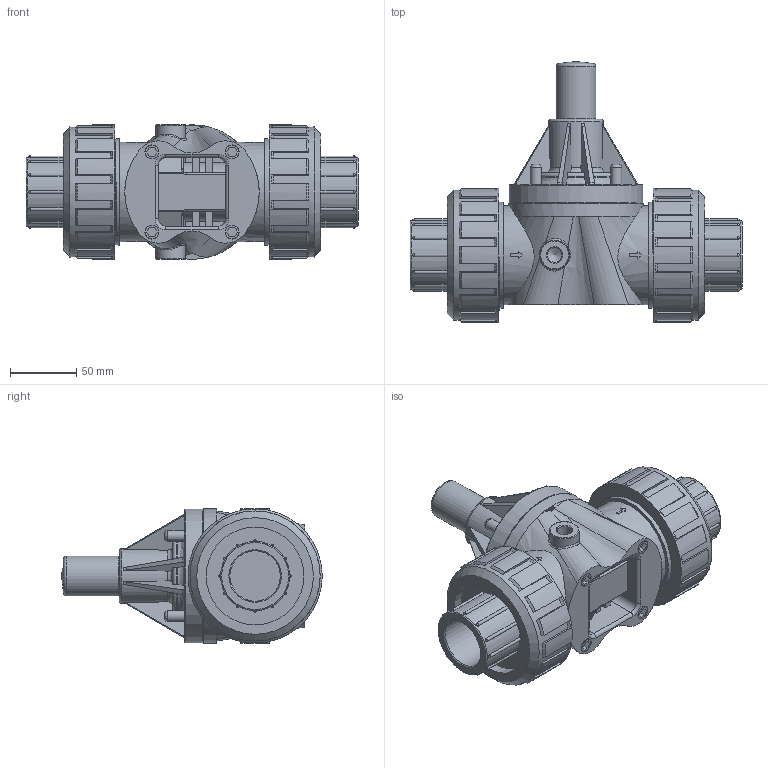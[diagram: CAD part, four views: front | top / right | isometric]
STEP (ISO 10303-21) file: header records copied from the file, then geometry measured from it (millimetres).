
FILE_DESCRIPTION((''),'2;1');
FILE_NAME('ECO-125G-PVC_R0.stp','2017-03-06T13:06:30',('salesdesk5'),(''),'Autodesk Inventor 2009','Autodesk Inventor 2009','');
FILE_SCHEMA(('AUTOMOTIVE_DESIGN { 1 0 10303 214 1 1 1 1 }'));
Length unit declared in the file: inch
Products named in the file (1): ECO-125G-PVC_R0
Bounding box: 250.95 x 196.69 x 101.6 mm (x, y, z)
Volume: 1484599.5 mm3; surface area: 163913.3 mm2
Topology: 1 solids, 17 shells, 646 faces, 1676 edges, 1098 vertices
Faces by surface type: plane 266, bspline 155, cylinder 123, cone 77, torus 25
Full cylindrical faces by diameter (mm): 5.842 x4, 6.502 x1, 8.382 x4, 10.16 x4, 11.112 x1, 11.113 x1, 22.225 x2, 29.972 x1, 38.1 x2, 41.656 x1, 52.197 x2, 73.914 x2, 74.854 x1, 80.213 x2, 98.298 x2, 101.346 x2, 101.6 x2
Entity records: 26252 total; most frequent: CARTESIAN_POINT 10632, ORIENTED_EDGE 3180, DIRECTION 2988, EDGE_CURVE 1590, AXIS2_PLACEMENT_3D 1138, VERTEX_POINT 1078, EDGE_LOOP 748, VECTOR 712
